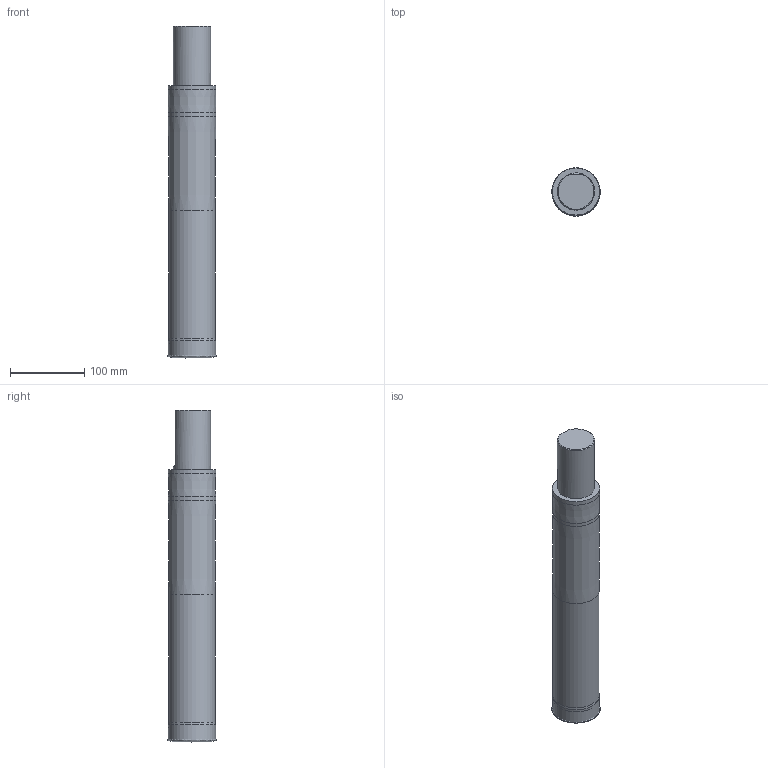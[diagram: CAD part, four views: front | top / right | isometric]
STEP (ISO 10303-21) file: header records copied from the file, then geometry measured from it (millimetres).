
FILE_DESCRIPTION(/* description */ (''),/* implementation_level */ '2;1');
FILE_NAME(/* name */ 'toolassembly_1.stp',/* time_stamp */ '2020-05-13T09:16:29+02:00',/* author */ (''),/* organization */ ('SMS'),/* preprocessor_version */ 'ST-DEVELOPER v16.7',/* originating_system */ 'SIEMENS PLM Software NX 12.0',/* authorisation */ '');
FILE_SCHEMA (('AUTOMOTIVE_DESIGN { 1 0 10303 214 3 1 1 1 }'));
Length unit declared in the file: millimetre
Products named in the file (5): CUT_20200513091516; CUT_20200513091515; NOCUT_20200513091416; ASSEMBLY_CONSTRUCTION; TOOLASSEMBLY_1
Assembly tree (4 placements, depth 2):
  TOOLASSEMBLY_1
    ASSEMBLY_CONSTRUCTION
    NOCUT_20200513091416
    CUT_20200513091515
    CUT_20200513091516
Bounding box: 64.96 x 64.96 x 445.98 mm (x, y, z)
Volume: 1348254.9 mm3; surface area: 101086.1 mm2
Topology: 2 solids, 2 shells, 18 faces, 38 edges, 32 vertices
Faces by surface type: cylinder 6, cone 5, plane 4, bspline 3
Full cylindrical faces by diameter (mm): 49.992 x1, 62.725 x1, 63.375 x2, 63.5 x1
Entity records: 13435 total; most frequent: CARTESIAN_POINT 12893, DIRECTION 86, ORIENTED_EDGE 44, AXIS2_PLACEMENT_3D 41, EDGE_LOOP 31, FACE_BOUND 26, EDGE_CURVE 22, STYLED_ITEM 22
